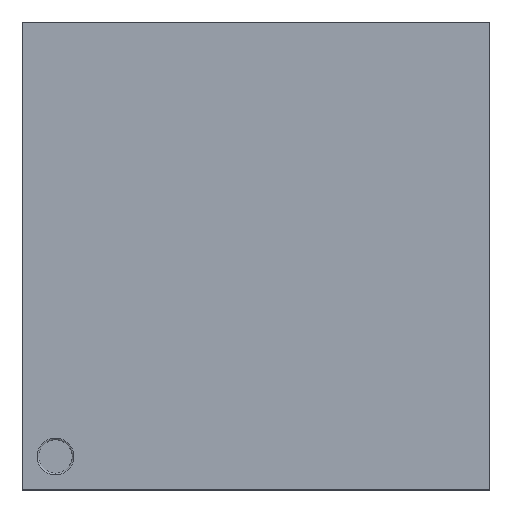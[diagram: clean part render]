
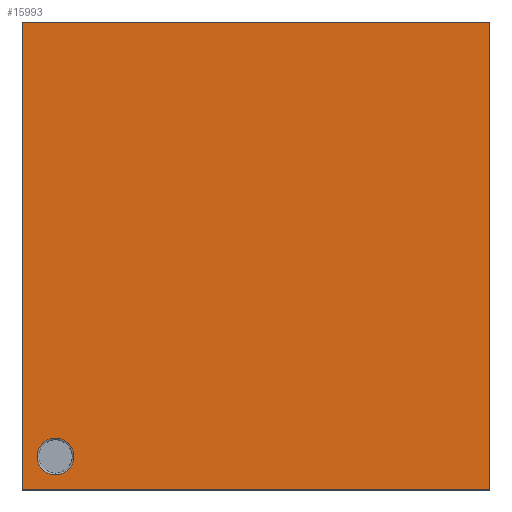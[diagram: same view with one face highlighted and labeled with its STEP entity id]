
A CAD part, top view. The second image highlights one B-rep face of the part: STEP entity #15993.
In plain terms, the highlighted planar face has unit normal (0, 0, 1).
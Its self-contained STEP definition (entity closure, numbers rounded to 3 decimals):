
#15804 = CARTESIAN_POINT ( 'NONE',  ( -6., -5.45, 1.52 ) ) ;
#15805 = VERTEX_POINT ( 'NONE', #15804 ) ;
#15806 = CARTESIAN_POINT ( 'NONE',  ( -6., -6.55, 1.52 ) ) ;
#15807 = VERTEX_POINT ( 'NONE', #15806 ) ;
#15808 = CARTESIAN_POINT ( 'NONE',  ( -6., -6., 1.52 ) ) ;
#15809 = DIRECTION ( 'NONE',  ( 0., 0., -1. ) ) ;
#15810 = DIRECTION ( 'NONE',  ( 0., -1., 0. ) ) ;
#15811 = AXIS2_PLACEMENT_3D ( 'NONE', #15808, #15809, #15810 ) ;
#15812 = CIRCLE ( 'NONE', #15811, 0.55) ;
#15813 = EDGE_CURVE ( 'NONE', #15805, #15807, #15812, .T. ) ;
#15858 = CARTESIAN_POINT ( 'NONE',  ( -7., -7., 1.52 ) ) ;
#15859 = VERTEX_POINT ( 'NONE', #15858 ) ;
#15866 = CARTESIAN_POINT ( 'NONE',  ( -7., 7., 1.52 ) ) ;
#15867 = VERTEX_POINT ( 'NONE', #15866 ) ;
#15868 = CARTESIAN_POINT ( 'NONE',  ( -7., -7., 1.52 ) ) ;
#15869 = DIRECTION ( 'NONE',  ( 0., -1., 0. ) ) ;
#15870 = VECTOR ( 'NONE', #15869, 1000. ) ;
#15871 = LINE ( 'NONE', #15868, #15870 ) ;
#15872 = EDGE_CURVE ( 'NONE', #15867, #15859, #15871, .T. ) ;
#15896 = CARTESIAN_POINT ( 'NONE',  ( 7., -7., 1.52 ) ) ;
#15897 = VERTEX_POINT ( 'NONE', #15896 ) ;
#15904 = CARTESIAN_POINT ( 'NONE',  ( 7., -7., 1.52 ) ) ;
#15905 = DIRECTION ( 'NONE',  ( 1., 0., 0. ) ) ;
#15906 = VECTOR ( 'NONE', #15905, 1000. ) ;
#15907 = LINE ( 'NONE', #15904, #15906 ) ;
#15908 = EDGE_CURVE ( 'NONE', #15859, #15897, #15907, .T. ) ;
#15927 = CARTESIAN_POINT ( 'NONE',  ( 7., 7., 1.52 ) ) ;
#15928 = VERTEX_POINT ( 'NONE', #15927 ) ;
#15935 = CARTESIAN_POINT ( 'NONE',  ( 7., -7., 1.52 ) ) ;
#15936 = DIRECTION ( 'NONE',  ( 0., 1., 0. ) ) ;
#15937 = VECTOR ( 'NONE', #15936, 1000. ) ;
#15938 = LINE ( 'NONE', #15935, #15937 ) ;
#15939 = EDGE_CURVE ( 'NONE', #15897, #15928, #15938, .T. ) ;
#15957 = CARTESIAN_POINT ( 'NONE',  ( 7., 7., 1.52 ) ) ;
#15958 = DIRECTION ( 'NONE',  ( -1., 0., 0. ) ) ;
#15959 = VECTOR ( 'NONE', #15958, 1000. ) ;
#15960 = LINE ( 'NONE', #15957, #15959 ) ;
#15961 = EDGE_CURVE ( 'NONE', #15928, #15867, #15960, .T. ) ;
#15972 = CARTESIAN_POINT ( 'NONE',  ( -6., -6., 1.52 ) ) ;
#15973 = DIRECTION ( 'NONE',  ( 0., 0., -1. ) ) ;
#15974 = DIRECTION ( 'NONE',  ( 0., -1., 0. ) ) ;
#15975 = AXIS2_PLACEMENT_3D ( 'NONE', #15972, #15973, #15974 ) ;
#15976 = CIRCLE ( 'NONE', #15975, 0.55) ;
#15977 = EDGE_CURVE ( 'NONE', #15807, #15805, #15976, .T. ) ;
#15978 = ORIENTED_EDGE ( 'NONE', *, *, #15977, .T. ) ;
#15979 = ORIENTED_EDGE ( 'NONE', *, *, #15813, .T. ) ;
#15980 = EDGE_LOOP ( 'NONE', ( #15978, #15979 ) ) ;
#15981 = FACE_BOUND ( 'NONE', #15980, .T. ) ;
#15982 = ORIENTED_EDGE ( 'NONE', *, *, #15872, .T. ) ;
#15983 = ORIENTED_EDGE ( 'NONE', *, *, #15908, .T. ) ;
#15984 = ORIENTED_EDGE ( 'NONE', *, *, #15939, .T. ) ;
#15985 = ORIENTED_EDGE ( 'NONE', *, *, #15961, .T. ) ;
#15986 = EDGE_LOOP ( 'NONE', ( #15982, #15983, #15984, #15985 ) ) ;
#15987 = FACE_OUTER_BOUND ( 'NONE', #15986, .T. ) ;
#15988 = CARTESIAN_POINT ( 'NONE',  ( 0., 0., 1.52 ) ) ;
#15989 = DIRECTION ( 'NONE',  ( 0., 0., 1. ) ) ;
#15990 = DIRECTION ( 'NONE',  ( 0., -1., 0. ) ) ;
#15991 = AXIS2_PLACEMENT_3D ( 'NONE', #15988, #15989, #15990 ) ;
#15992 = PLANE ( 'NONE', #15991 ) ;
#15993 = ADVANCED_FACE ( 'NONE', ( #15981, #15987 ), #15992, .T. ) ;
